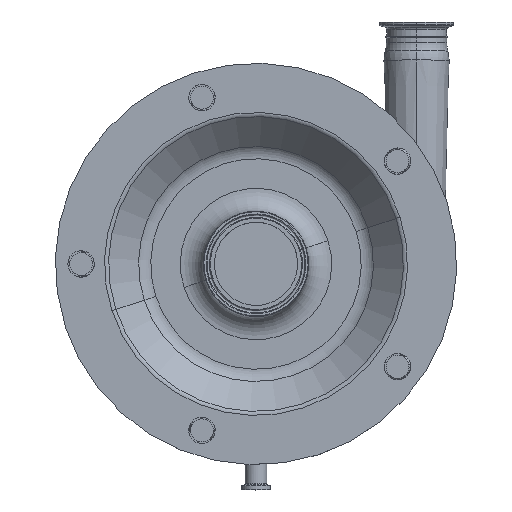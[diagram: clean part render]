
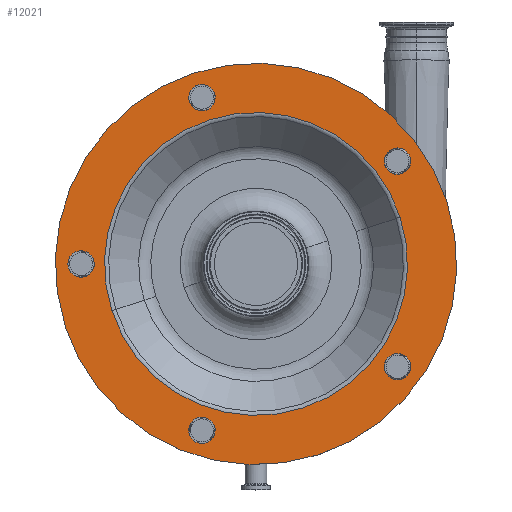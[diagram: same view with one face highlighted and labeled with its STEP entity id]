
A CAD part, top view. The second image highlights one B-rep face of the part: STEP entity #12021.
In plain terms, the highlighted planar face has unit normal (0, 0, 1).
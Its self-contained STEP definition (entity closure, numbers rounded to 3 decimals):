
#126 = DIRECTION ( 'NONE',  ( 0.951, 0.309, 0. ) ) ;
#172 = CIRCLE ( 'NONE', #8744, 11.5 ) ;
#208 = CIRCLE ( 'NONE', #9851, 175. ) ;
#283 = DIRECTION ( 'NONE',  ( 0., 0., 1. ) ) ;
#364 = CARTESIAN_POINT ( 'NONE',  ( 123.375, 89.637, 321.5 ) ) ;
#639 = DIRECTION ( 'NONE',  ( -0.951, -0.309, 0. ) ) ;
#656 = ORIENTED_EDGE ( 'NONE', *, *, #12281, .F. ) ;
#749 = VERTEX_POINT ( 'NONE', #10193 ) ;
#874 = DIRECTION ( 'NONE',  ( 0., 0., -1. ) ) ;
#914 = ORIENTED_EDGE ( 'NONE', *, *, #9236, .F. ) ;
#993 = EDGE_LOOP ( 'NONE', ( #1373, #2795 ) ) ;
#1130 = DIRECTION ( 'NONE',  ( 0., 0., 1. ) ) ;
#1308 = CARTESIAN_POINT ( 'NONE',  ( -152.5, 0., 321.5 ) ) ;
#1312 = CIRCLE ( 'NONE', #8837, 11.5 ) ;
#1331 = CARTESIAN_POINT ( 'NONE',  ( -47.125, 145.036, 321.5 ) ) ;
#1373 = ORIENTED_EDGE ( 'NONE', *, *, #2798, .T. ) ;
#1374 = DIRECTION ( 'NONE',  ( 0., 0., 1. ) ) ;
#1423 = CARTESIAN_POINT ( 'NONE',  ( -125.607, -40.812, 321.5 ) ) ;
#1437 = CIRCLE ( 'NONE', #3104, 132.071 ) ;
#1546 = EDGE_CURVE ( 'NONE', #5191, #12844, #8820, .T. ) ;
#1574 = AXIS2_PLACEMENT_3D ( 'NONE', #2411, #1374, #5337 ) ;
#1627 = EDGE_LOOP ( 'NONE', ( #12258, #5444 ) ) ;
#1705 = VERTEX_POINT ( 'NONE', #1423 ) ;
#1889 = CARTESIAN_POINT ( 'NONE',  ( 123.375, -89.637, 321.5 ) ) ;
#2030 = DIRECTION ( 'NONE',  ( 0., 0., 1. ) ) ;
#2190 = EDGE_CURVE ( 'NONE', #9766, #11051, #1312, .T. ) ;
#2318 = EDGE_LOOP ( 'NONE', ( #8686, #6998 ) ) ;
#2381 = DIRECTION ( 'NONE',  ( 0.951, 0.309, 0. ) ) ;
#2411 = CARTESIAN_POINT ( 'NONE',  ( -47.125, -145.036, 321.5 ) ) ;
#2511 = DIRECTION ( 'NONE',  ( 0., 0., 1. ) ) ;
#2759 = ORIENTED_EDGE ( 'NONE', *, *, #8894, .F. ) ;
#2760 = DIRECTION ( 'NONE',  ( 0., 0., -1. ) ) ;
#2795 = ORIENTED_EDGE ( 'NONE', *, *, #11457, .T. ) ;
#2798 = EDGE_CURVE ( 'NONE', #1705, #4464, #11997, .T. ) ;
#2809 = CIRCLE ( 'NONE', #10794, 11.5 ) ;
#2841 = DIRECTION ( 'NONE',  ( 0.951, 0.309, 0. ) ) ;
#2913 = CARTESIAN_POINT ( 'NONE',  ( -163.437, -3.554, 321.5 ) ) ;
#3002 = DIRECTION ( 'NONE',  ( 0., 0., 1. ) ) ;
#3070 = CARTESIAN_POINT ( 'NONE',  ( 0., 0., 321.5 ) ) ;
#3075 = EDGE_LOOP ( 'NONE', ( #11674, #2759 ) ) ;
#3104 = AXIS2_PLACEMENT_3D ( 'NONE', #7815, #874, #12899 ) ;
#3408 = DIRECTION ( 'NONE',  ( 0.951, 0.309, 0. ) ) ;
#3459 = CIRCLE ( 'NONE', #9548, 11.5 ) ;
#3473 = VERTEX_POINT ( 'NONE', #11111 ) ;
#3499 = CIRCLE ( 'NONE', #12320, 11.5 ) ;
#3598 = CIRCLE ( 'NONE', #5255, 11.5 ) ;
#4020 = CARTESIAN_POINT ( 'NONE',  ( 123.375, 89.637, 321.5 ) ) ;
#4257 = DIRECTION ( 'NONE',  ( 0.951, 0.309, 0. ) ) ;
#4457 = CARTESIAN_POINT ( 'NONE',  ( -58.062, 141.482, 321.5 ) ) ;
#4464 = VERTEX_POINT ( 'NONE', #7849 ) ;
#4544 = AXIS2_PLACEMENT_3D ( 'NONE', #5657, #12731, #639 ) ;
#4809 = VERTEX_POINT ( 'NONE', #4963 ) ;
#4811 = FACE_BOUND ( 'NONE', #1627, .T. ) ;
#4814 = VERTEX_POINT ( 'NONE', #8130 ) ;
#4875 = FACE_OUTER_BOUND ( 'NONE', #11078, .T. ) ;
#4912 = EDGE_CURVE ( 'NONE', #4809, #6212, #2809, .T. ) ;
#4963 = CARTESIAN_POINT ( 'NONE',  ( -36.188, 148.59, 321.5 ) ) ;
#5191 = VERTEX_POINT ( 'NONE', #6775 ) ;
#5255 = AXIS2_PLACEMENT_3D ( 'NONE', #12202, #2030, #5993 ) ;
#5267 = ORIENTED_EDGE ( 'NONE', *, *, #10544, .F. ) ;
#5290 = EDGE_LOOP ( 'NONE', ( #5267, #10452 ) ) ;
#5337 = DIRECTION ( 'NONE',  ( 0.951, 0.309, 0. ) ) ;
#5415 = CIRCLE ( 'NONE', #6901, 11.5 ) ;
#5444 = ORIENTED_EDGE ( 'NONE', *, *, #1546, .F. ) ;
#5657 = CARTESIAN_POINT ( 'NONE',  ( -54.078, 166.435, 321.5 ) ) ;
#5667 = EDGE_CURVE ( 'NONE', #12353, #3473, #3598, .T. ) ;
#5710 = DIRECTION ( 'NONE',  ( 0., 0., -1. ) ) ;
#5782 = PLANE ( 'NONE',  #4544 ) ;
#5817 = DIRECTION ( 'NONE',  ( -0.951, -0.309, 0. ) ) ;
#5954 = CARTESIAN_POINT ( 'NONE',  ( -58.062, -148.59, 321.5 ) ) ;
#5993 = DIRECTION ( 'NONE',  ( 0.951, 0.309, 0. ) ) ;
#6021 = VERTEX_POINT ( 'NONE', #8688 ) ;
#6212 = VERTEX_POINT ( 'NONE', #4457 ) ;
#6287 = AXIS2_PLACEMENT_3D ( 'NONE', #4020, #8041, #11004 ) ;
#6301 = AXIS2_PLACEMENT_3D ( 'NONE', #1889, #3002, #7002 ) ;
#6717 = CIRCLE ( 'NONE', #6287, 11.5 ) ;
#6775 = CARTESIAN_POINT ( 'NONE',  ( 112.438, -93.191, 321.5 ) ) ;
#6831 = CARTESIAN_POINT ( 'NONE',  ( 0., 0., 321.5 ) ) ;
#6901 = AXIS2_PLACEMENT_3D ( 'NONE', #7274, #12423, #3408 ) ;
#6998 = ORIENTED_EDGE ( 'NONE', *, *, #2190, .F. ) ;
#7002 = DIRECTION ( 'NONE',  ( 0.951, 0.309, 0. ) ) ;
#7018 = CARTESIAN_POINT ( 'NONE',  ( -47.125, 145.036, 321.5 ) ) ;
#7220 = EDGE_CURVE ( 'NONE', #12844, #5191, #5415, .T. ) ;
#7274 = CARTESIAN_POINT ( 'NONE',  ( 123.375, -89.637, 321.5 ) ) ;
#7377 = EDGE_CURVE ( 'NONE', #12572, #6021, #208, .T. ) ;
#7583 = FACE_BOUND ( 'NONE', #2318, .T. ) ;
#7721 = ORIENTED_EDGE ( 'NONE', *, *, #7377, .F. ) ;
#7815 = CARTESIAN_POINT ( 'NONE',  ( 0., 0., 321.5 ) ) ;
#7849 = CARTESIAN_POINT ( 'NONE',  ( 125.607, 40.812, 321.5 ) ) ;
#7850 = FACE_BOUND ( 'NONE', #3075, .T. ) ;
#7903 = CARTESIAN_POINT ( 'NONE',  ( -141.563, 3.554, 321.5 ) ) ;
#8003 = CARTESIAN_POINT ( 'NONE',  ( 134.312, -86.084, 321.5 ) ) ;
#8041 = DIRECTION ( 'NONE',  ( 0., 0., 1. ) ) ;
#8130 = CARTESIAN_POINT ( 'NONE',  ( 134.312, 93.191, 321.5 ) ) ;
#8342 = EDGE_CURVE ( 'NONE', #4814, #749, #6717, .T. ) ;
#8686 = ORIENTED_EDGE ( 'NONE', *, *, #10594, .F. ) ;
#8688 = CARTESIAN_POINT ( 'NONE',  ( -166.435, -54.078, 321.5 ) ) ;
#8692 = FACE_BOUND ( 'NONE', #10172, .T. ) ;
#8744 = AXIS2_PLACEMENT_3D ( 'NONE', #364, #2511, #2381 ) ;
#8820 = CIRCLE ( 'NONE', #6301, 11.5 ) ;
#8837 = AXIS2_PLACEMENT_3D ( 'NONE', #12786, #10865, #2841 ) ;
#8894 = EDGE_CURVE ( 'NONE', #6212, #4809, #3499, .T. ) ;
#9236 = EDGE_CURVE ( 'NONE', #749, #4814, #172, .T. ) ;
#9246 = AXIS2_PLACEMENT_3D ( 'NONE', #3070, #9916, #10114 ) ;
#9308 = DIRECTION ( 'NONE',  ( 0., 0., 1. ) ) ;
#9548 = AXIS2_PLACEMENT_3D ( 'NONE', #1308, #9308, #126 ) ;
#9749 = DIRECTION ( 'NONE',  ( -0.951, -0.309, 0. ) ) ;
#9766 = VERTEX_POINT ( 'NONE', #2913 ) ;
#9851 = AXIS2_PLACEMENT_3D ( 'NONE', #11792, #5710, #9749 ) ;
#9916 = DIRECTION ( 'NONE',  ( 0., 0., -1. ) ) ;
#10114 = DIRECTION ( 'NONE',  ( -0.951, -0.309, 0. ) ) ;
#10172 = EDGE_LOOP ( 'NONE', ( #11042, #914 ) ) ;
#10193 = CARTESIAN_POINT ( 'NONE',  ( 112.438, 86.084, 321.5 ) ) ;
#10452 = ORIENTED_EDGE ( 'NONE', *, *, #5667, .F. ) ;
#10544 = EDGE_CURVE ( 'NONE', #3473, #12353, #12271, .T. ) ;
#10594 = EDGE_CURVE ( 'NONE', #11051, #9766, #3459, .T. ) ;
#10687 = FACE_BOUND ( 'NONE', #993, .T. ) ;
#10794 = AXIS2_PLACEMENT_3D ( 'NONE', #7018, #1130, #11165 ) ;
#10812 = FACE_BOUND ( 'NONE', #5290, .T. ) ;
#10865 = DIRECTION ( 'NONE',  ( 0., 0., 1. ) ) ;
#11004 = DIRECTION ( 'NONE',  ( 0.951, 0.309, 0. ) ) ;
#11042 = ORIENTED_EDGE ( 'NONE', *, *, #8342, .F. ) ;
#11051 = VERTEX_POINT ( 'NONE', #7903 ) ;
#11078 = EDGE_LOOP ( 'NONE', ( #656, #7721 ) ) ;
#11111 = CARTESIAN_POINT ( 'NONE',  ( -36.188, -141.482, 321.5 ) ) ;
#11165 = DIRECTION ( 'NONE',  ( 0.951, 0.309, 0. ) ) ;
#11457 = EDGE_CURVE ( 'NONE', #4464, #1705, #1437, .T. ) ;
#11674 = ORIENTED_EDGE ( 'NONE', *, *, #4912, .F. ) ;
#11792 = CARTESIAN_POINT ( 'NONE',  ( 0., 0., 321.5 ) ) ;
#11997 = CIRCLE ( 'NONE', #9246, 132.071 ) ;
#12021 = ADVANCED_FACE ( 'NONE', ( #7583, #10812, #4811, #8692, #10687, #4875, #7850 ), #5782, .F. ) ;
#12202 = CARTESIAN_POINT ( 'NONE',  ( -47.125, -145.036, 321.5 ) ) ;
#12258 = ORIENTED_EDGE ( 'NONE', *, *, #7220, .F. ) ;
#12271 = CIRCLE ( 'NONE', #1574, 11.5 ) ;
#12281 = EDGE_CURVE ( 'NONE', #6021, #12572, #12979, .T. ) ;
#12320 = AXIS2_PLACEMENT_3D ( 'NONE', #1331, #283, #4257 ) ;
#12353 = VERTEX_POINT ( 'NONE', #5954 ) ;
#12423 = DIRECTION ( 'NONE',  ( 0., 0., 1. ) ) ;
#12492 = CARTESIAN_POINT ( 'NONE',  ( 166.435, 54.078, 321.5 ) ) ;
#12546 = AXIS2_PLACEMENT_3D ( 'NONE', #6831, #2760, #5817 ) ;
#12572 = VERTEX_POINT ( 'NONE', #12492 ) ;
#12731 = DIRECTION ( 'NONE',  ( 0., 0., -1. ) ) ;
#12786 = CARTESIAN_POINT ( 'NONE',  ( -152.5, 0., 321.5 ) ) ;
#12844 = VERTEX_POINT ( 'NONE', #8003 ) ;
#12899 = DIRECTION ( 'NONE',  ( -0.951, -0.309, 0. ) ) ;
#12979 = CIRCLE ( 'NONE', #12546, 175. ) ;
